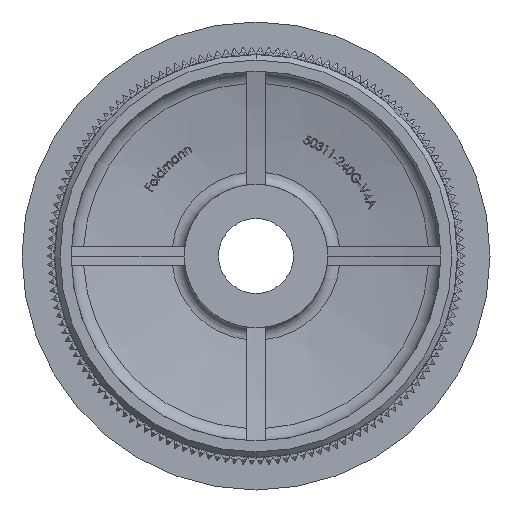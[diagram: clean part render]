
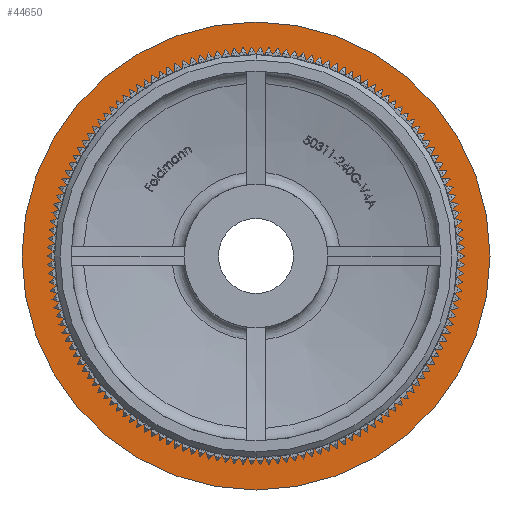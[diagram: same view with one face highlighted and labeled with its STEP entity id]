
A CAD part, front view. The second image highlights one B-rep face of the part: STEP entity #44650.
In plain terms, the highlighted planar face has unit normal (0, -1, 0).
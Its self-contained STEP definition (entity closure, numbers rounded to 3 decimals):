
#2864 = CARTESIAN_POINT ( 'NONE',  ( 0., 12.5, 21.2 ) ) ;
#4090 = CARTESIAN_POINT ( 'NONE',  ( 0., 12.5, 18.25 ) ) ;
#4268 = EDGE_CURVE ( 'NONE', #27945, #7353, #21416, .T. ) ;
#4390 = CARTESIAN_POINT ( 'NONE',  ( 0., 12.5, 0. ) ) ;
#4956 = CIRCLE ( 'NONE', #11041, 21.2 ) ;
#5839 = CARTESIAN_POINT ( 'NONE',  ( 0., 12.5, 0. ) ) ;
#7353 = VERTEX_POINT ( 'NONE', #4090 ) ;
#7712 = AXIS2_PLACEMENT_3D ( 'NONE', #4390, #14493, #35061 ) ;
#8887 = DIRECTION ( 'NONE',  ( 0., -1., 0. ) ) ;
#9649 = DIRECTION ( 'NONE',  ( 0., -1., 0. ) ) ;
#10330 = VERTEX_POINT ( 'NONE', #34799 ) ;
#11041 = AXIS2_PLACEMENT_3D ( 'NONE', #5839, #9649, #34073 ) ;
#12746 = ORIENTED_EDGE ( 'NONE', *, *, #27545, .F. ) ;
#14493 = DIRECTION ( 'NONE',  ( 0., -1., 0. ) ) ;
#16029 = CARTESIAN_POINT ( 'NONE',  ( 0., 12.5, 0. ) ) ;
#19043 = CIRCLE ( 'NONE', #41827, 18.25 ) ;
#19147 = DIRECTION ( 'NONE',  ( 0., 0., -1. ) ) ;
#19385 = DIRECTION ( 'NONE',  ( 0., -1., 0. ) ) ;
#19606 = VERTEX_POINT ( 'NONE', #2864 ) ;
#21416 = CIRCLE ( 'NONE', #7712, 18.25 ) ;
#22071 = CIRCLE ( 'NONE', #28493, 21.2 ) ;
#22558 = DIRECTION ( 'NONE',  ( 0., 0., -1. ) ) ;
#22634 = ORIENTED_EDGE ( 'NONE', *, *, #28750, .T. ) ;
#25869 = EDGE_CURVE ( 'NONE', #19606, #10330, #4956, .T. ) ;
#25882 = AXIS2_PLACEMENT_3D ( 'NONE', #32740, #8887, #19147 ) ;
#25910 = ORIENTED_EDGE ( 'NONE', *, *, #4268, .F. ) ;
#27545 = EDGE_CURVE ( 'NONE', #7353, #27945, #19043, .T. ) ;
#27945 = VERTEX_POINT ( 'NONE', #31558 ) ;
#28493 = AXIS2_PLACEMENT_3D ( 'NONE', #33880, #19385, #43832 ) ;
#28750 = EDGE_CURVE ( 'NONE', #10330, #19606, #22071, .T. ) ;
#31558 = CARTESIAN_POINT ( 'NONE',  ( 0., 12.5, -18.25 ) ) ;
#32740 = CARTESIAN_POINT ( 'NONE',  ( 21.2, 12.5, 0. ) ) ;
#33031 = PLANE ( 'NONE',  #25882 ) ;
#33880 = CARTESIAN_POINT ( 'NONE',  ( 0., 12.5, 0. ) ) ;
#34073 = DIRECTION ( 'NONE',  ( 0., 0., -1. ) ) ;
#34799 = CARTESIAN_POINT ( 'NONE',  ( 0., 12.5, -21.2 ) ) ;
#35061 = DIRECTION ( 'NONE',  ( 0., 0., -1. ) ) ;
#36585 = EDGE_LOOP ( 'NONE', ( #25910, #12746 ) ) ;
#40321 = DIRECTION ( 'NONE',  ( 0., -1., 0. ) ) ;
#40842 = FACE_BOUND ( 'NONE', #36585, .T. ) ;
#41732 = ORIENTED_EDGE ( 'NONE', *, *, #25869, .T. ) ;
#41827 = AXIS2_PLACEMENT_3D ( 'NONE', #16029, #40321, #22558 ) ;
#42459 = FACE_OUTER_BOUND ( 'NONE', #43605, .T. ) ;
#43605 = EDGE_LOOP ( 'NONE', ( #22634, #41732 ) ) ;
#43832 = DIRECTION ( 'NONE',  ( 0., 0., -1. ) ) ;
#44650 = ADVANCED_FACE ( 'NONE', ( #40842, #42459 ), #33031, .T. ) ;
